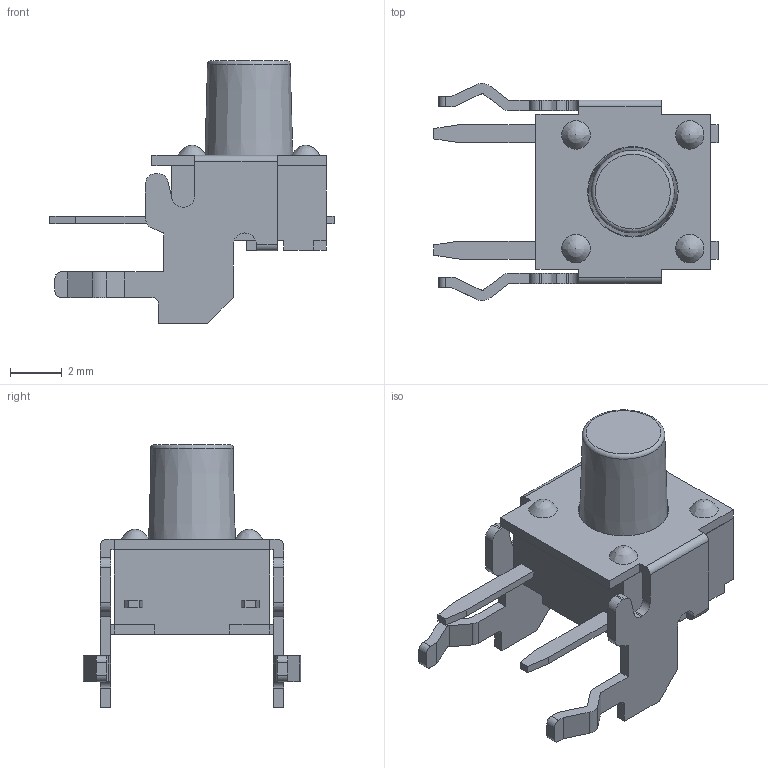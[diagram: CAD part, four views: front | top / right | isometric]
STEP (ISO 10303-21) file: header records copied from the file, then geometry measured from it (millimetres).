
FILE_DESCRIPTION((''),'2;1');
FILE_NAME('TL1105RFxxxQ.stp','2011-04-25T09:52:34',('blarson'),(''),'Autodesk Inventor 11','Autodesk Inventor 11','');
FILE_SCHEMA(('AUTOMOTIVE_DESIGN { 1 0 10303 214 1 1 1 1 }'));
Length unit declared in the file: millimetre
Products named in the file (4): P010389; TL1105 RT BODY; TL1105 RT COVER; TL1105 ACTUATOR R 6_15
Assembly tree (3 placements, depth 2):
  P010389
    TL1105 RT BODY
    TL1105 RT COVER
    TL1105 ACTUATOR R 6_15
Bounding box: 11 x 8.4 x 10.17 mm (x, y, z)
Volume: 154.3 mm3; surface area: 528.9 mm2
Topology: 3 solids, 3 shells, 270 faces, 715 edges, 470 vertices
Faces by surface type: plane 144, cylinder 77, bspline 44, torus 4, cone 1
Full cylindrical faces by diameter (mm): 0.75 x8, 3.5 x1, 5 x1
Entity records: 8502 total; most frequent: CARTESIAN_POINT 1813, ORIENTED_EDGE 1374, DIRECTION 1294, EDGE_CURVE 687, VECTOR 534, LINE 534, VERTEX_POINT 461, AXIS2_PLACEMENT_3D 380
